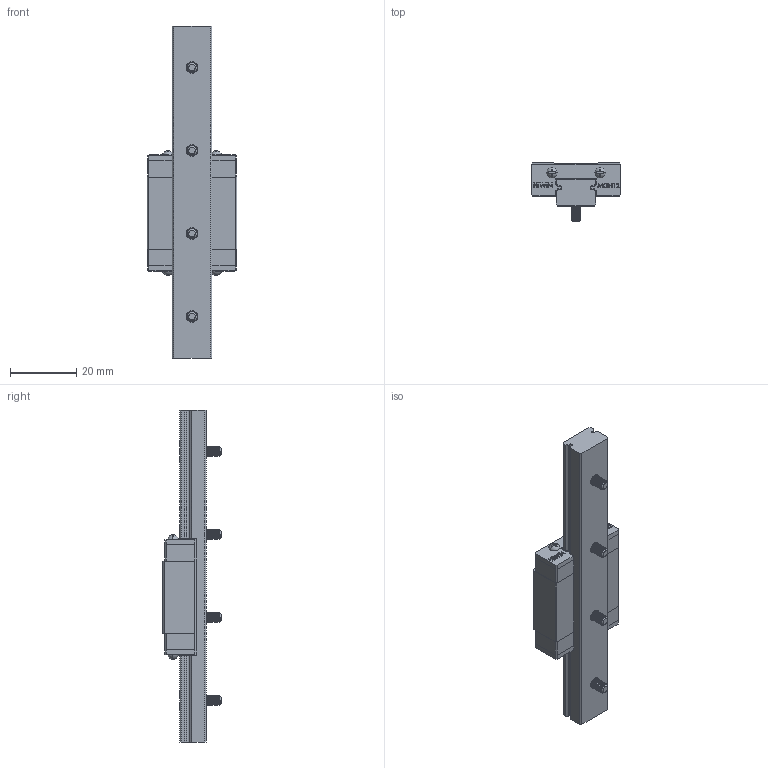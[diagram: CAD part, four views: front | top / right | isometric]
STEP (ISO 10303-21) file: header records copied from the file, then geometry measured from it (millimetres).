
FILE_DESCRIPTION (( 'STEP AP214' ), '1' );
FILE_NAME ('MGN12C_With_Rail.STEP', '2024-07-06T05:52:44', ( '' ), ( '' ), 'SwSTEP 2.0', 'SolidWorks 2023', '' );
FILE_SCHEMA (( 'AUTOMOTIVE_DESIGN' ));
Length unit declared in the file: millimetre
Products named in the file (10): MGN12C; MGN12C_Body; MGN12C_Cage; Screw_DIN_912_M3x8F_A2; MGN12C_Ball; MGN12C_Seal; MGNR12R100HM; MGN12C_With_Rail; MGN12R_CoverCap; MGN12C_EndCap
Assembly tree (41 placements, depth 3):
  MGN12C_With_Rail
    MGNR12R100HM
    MGN12C
      MGN12C_Body
      MGN12C_EndCap  x2
      MGN12C_Seal  x2
      MGN12C_Cage  x2
      MGN12C_Ball  x24
    Screw_DIN_912_M3x8F_A2  x4
    MGN12R_CoverCap  x4
Bounding box: 27 x 17.5 x 100 mm (x, y, z)
Volume: 15956.6 mm3; surface area: 12162.4 mm2
Topology: 40 solids, 40 shells, 906 faces, 2450 edges, 1624 vertices
Faces by surface type: plane 420, cylinder 308, bspline 58, sphere 48, torus 40, cone 32
Entity records: 27557 total; most frequent: CARTESIAN_POINT 15550, ORIENTED_EDGE 2570, DIRECTION 2218, EDGE_CURVE 1285, VERTEX_POINT 849, AXIS2_PLACEMENT_3D 742, LINE 734, VECTOR 734
